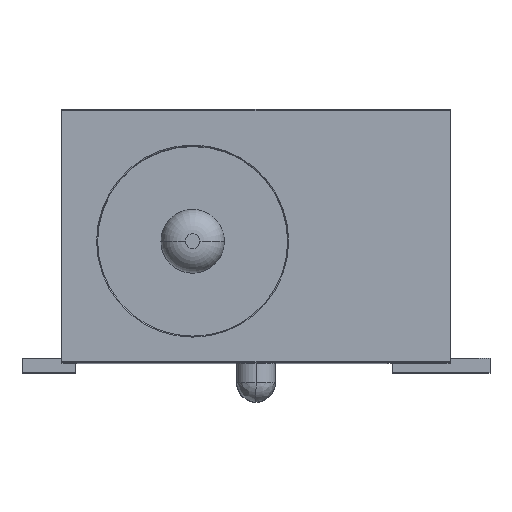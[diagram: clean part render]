
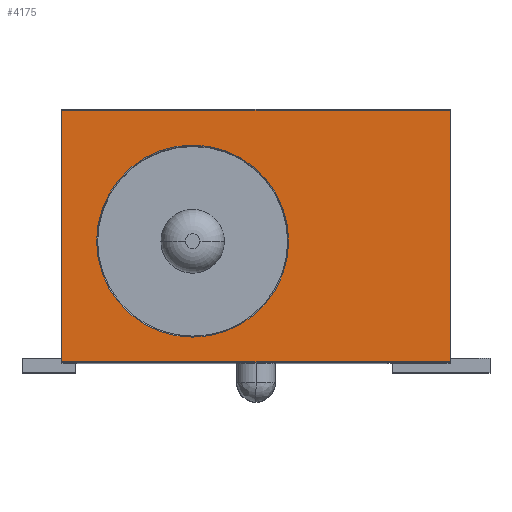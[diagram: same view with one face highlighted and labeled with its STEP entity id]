
A CAD part, top view. The second image highlights one B-rep face of the part: STEP entity #4175.
In plain terms, the highlighted planar face has unit normal (0, 0, 1).
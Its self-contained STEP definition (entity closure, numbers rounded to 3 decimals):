
#148 = CARTESIAN_POINT ( 'NONE',  ( 3.98, 0.02, 0. ) ) ;
#183 = LINE ( 'NONE', #4043, #4662 ) ;
#241 = CARTESIAN_POINT ( 'NONE',  ( 0.67, 2.5, 0. ) ) ;
#557 = EDGE_CURVE ( 'NONE', #4006, #3521, #183, .T. ) ;
#587 = EDGE_CURVE ( 'NONE', #3257, #4006, #5311, .T. ) ;
#807 = FACE_OUTER_BOUND ( 'NONE', #5142, .T. ) ;
#853 = DIRECTION ( 'NONE',  ( 1., 0., 0. ) ) ;
#954 = ORIENTED_EDGE ( 'NONE', *, *, #587, .T. ) ;
#1077 = DIRECTION ( 'NONE',  ( 1., 0., 0. ) ) ;
#1141 = CARTESIAN_POINT ( 'NONE',  ( -3.98, 0., 0. ) ) ;
#1181 = VECTOR ( 'NONE', #2600, 1000. ) ;
#1573 = DIRECTION ( 'NONE',  ( 0., -1., 0. ) ) ;
#1672 = CARTESIAN_POINT ( 'NONE',  ( -1.3, 2.5, 0. ) ) ;
#1681 = CARTESIAN_POINT ( 'NONE',  ( -1.3, 2.5, 0. ) ) ;
#1769 = VECTOR ( 'NONE', #4642, 1000. ) ;
#1809 = EDGE_CURVE ( 'NONE', #3521, #2795, #3265, .T. ) ;
#2234 = CARTESIAN_POINT ( 'NONE',  ( 4., 0., 0. ) ) ;
#2307 = VERTEX_POINT ( 'NONE', #4572 ) ;
#2600 = DIRECTION ( 'NONE',  ( -1., 0., 0. ) ) ;
#2637 = ORIENTED_EDGE ( 'NONE', *, *, #4049, .T. ) ;
#2654 = AXIS2_PLACEMENT_3D ( 'NONE', #1681, #5632, #853 ) ;
#2670 = ORIENTED_EDGE ( 'NONE', *, *, #3937, .T. ) ;
#2672 = CARTESIAN_POINT ( 'NONE',  ( 4., 5.18, 0. ) ) ;
#2770 = DIRECTION ( 'NONE',  ( 0., 1., 0. ) ) ;
#2795 = VERTEX_POINT ( 'NONE', #4588 ) ;
#2851 = ORIENTED_EDGE ( 'NONE', *, *, #1809, .T. ) ;
#3156 = DIRECTION ( 'NONE',  ( 0., 0., 1. ) ) ;
#3159 = VECTOR ( 'NONE', #1573, 1000. ) ;
#3257 = VERTEX_POINT ( 'NONE', #4541 ) ;
#3265 = LINE ( 'NONE', #2672, #1181 ) ;
#3521 = VERTEX_POINT ( 'NONE', #4457 ) ;
#3538 = CIRCLE ( 'NONE', #2654, 1.97 ) ;
#3543 = EDGE_LOOP ( 'NONE', ( #4325, #2637 ) ) ;
#3561 = CIRCLE ( 'NONE', #4520, 1.97 ) ;
#3891 = ORIENTED_EDGE ( 'NONE', *, *, #557, .T. ) ;
#3937 = EDGE_CURVE ( 'NONE', #2795, #3257, #5227, .T. ) ;
#4006 = VERTEX_POINT ( 'NONE', #148 ) ;
#4043 = CARTESIAN_POINT ( 'NONE',  ( 3.98, 0., 0. ) ) ;
#4049 = EDGE_CURVE ( 'NONE', #2307, #5639, #3561, .T. ) ;
#4175 = ADVANCED_FACE ( 'NONE', ( #5147, #807 ), #5012, .T. ) ;
#4181 = CARTESIAN_POINT ( 'NONE',  ( 4., 0.02, 0. ) ) ;
#4306 = AXIS2_PLACEMENT_3D ( 'NONE', #2234, #3156, #1077 ) ;
#4325 = ORIENTED_EDGE ( 'NONE', *, *, #5185, .T. ) ;
#4457 = CARTESIAN_POINT ( 'NONE',  ( 3.98, 5.18, 0. ) ) ;
#4520 = AXIS2_PLACEMENT_3D ( 'NONE', #1672, #5213, #4712 ) ;
#4541 = CARTESIAN_POINT ( 'NONE',  ( -3.98, 0.02, 0. ) ) ;
#4572 = CARTESIAN_POINT ( 'NONE',  ( -3.27, 2.5, 0. ) ) ;
#4588 = CARTESIAN_POINT ( 'NONE',  ( -3.98, 5.18, 0. ) ) ;
#4642 = DIRECTION ( 'NONE',  ( 1., 0., 0. ) ) ;
#4662 = VECTOR ( 'NONE', #2770, 1000. ) ;
#4712 = DIRECTION ( 'NONE',  ( 1., 0., 0. ) ) ;
#5012 = PLANE ( 'NONE',  #4306 ) ;
#5142 = EDGE_LOOP ( 'NONE', ( #2670, #954, #3891, #2851 ) ) ;
#5147 = FACE_BOUND ( 'NONE', #3543, .T. ) ;
#5185 = EDGE_CURVE ( 'NONE', #5639, #2307, #3538, .T. ) ;
#5213 = DIRECTION ( 'NONE',  ( 0., 0., -1. ) ) ;
#5227 = LINE ( 'NONE', #1141, #3159 ) ;
#5311 = LINE ( 'NONE', #4181, #1769 ) ;
#5632 = DIRECTION ( 'NONE',  ( 0., 0., -1. ) ) ;
#5639 = VERTEX_POINT ( 'NONE', #241 ) ;
